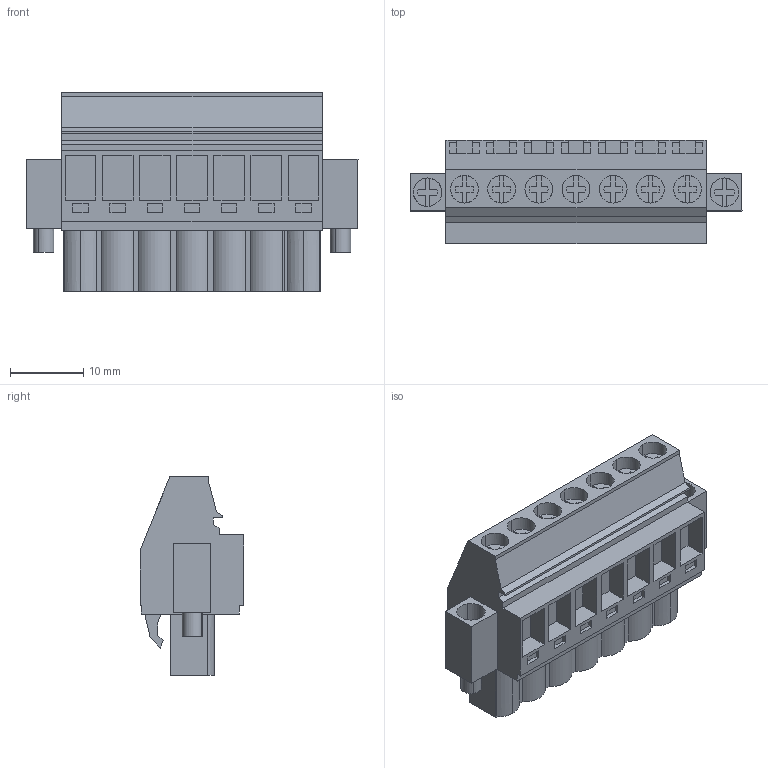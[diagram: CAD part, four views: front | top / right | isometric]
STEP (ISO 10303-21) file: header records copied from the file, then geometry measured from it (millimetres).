
FILE_DESCRIPTION(('CATIA V5 STEP','CAx-IF Rec.Pracs.--- Model Styling and Organization---1.2---2011-12-15'),'2;1');
FILE_NAME ('D1460163_0_1950360000_1950360000.stp','2017-09-09T10:11:28+00:00',('none'),('Weidmueller'),'CATIA Version 5-6 Release 2014','CATIA V5 STEP AP214','none');
FILE_SCHEMA(('AUTOMOTIVE_DESIGN { 1 0 10303 214 1 1 1 1 }'));
Length unit declared in the file: millimetre
Products named in the file (1): 1950360000
Bounding box: 45.36 x 14.1 x 27.1 mm (x, y, z)
Volume: 8497.9 mm3; surface area: 5718.6 mm2
Topology: 10 solids, 10 shells, 534 faces, 1471 edges, 992 vertices
Faces by surface type: plane 449, cylinder 81, extrusion 4
Entity records: 16219 total; most frequent: CARTESIAN_POINT 3159, ORIENTED_EDGE 2942, DIRECTION 2217, EDGE_CURVE 1471, VECTOR 1269, LINE 1265, VERTEX_POINT 992, EDGE_LOOP 575
